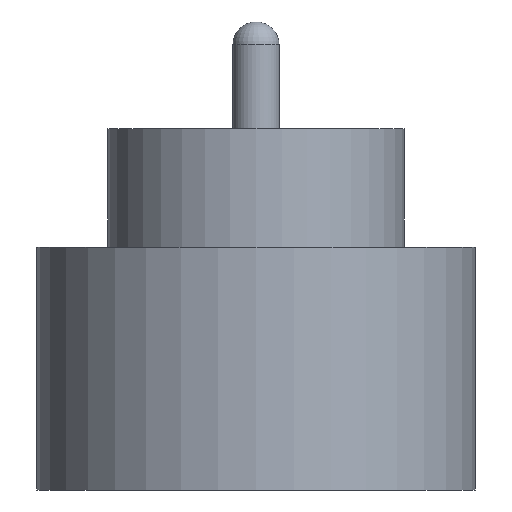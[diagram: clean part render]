
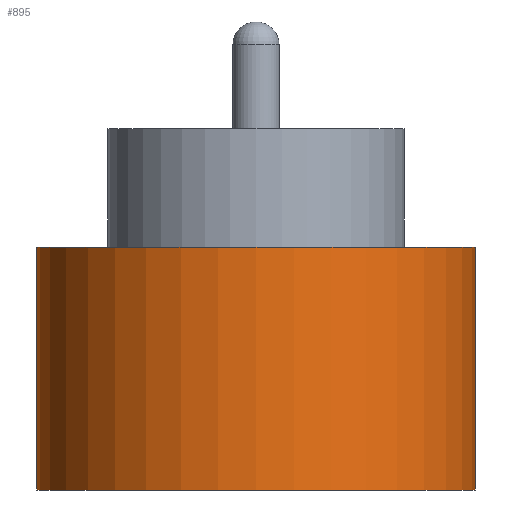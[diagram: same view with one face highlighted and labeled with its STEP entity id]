
A CAD part, front view. The second image highlights one B-rep face of the part: STEP entity #895.
In plain terms, the highlighted cylindrical face has radius 1.85 mm (diameter 3.7 mm), a partial arc.
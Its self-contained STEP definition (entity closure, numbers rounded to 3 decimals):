
#24 = DIRECTION ( 'NONE',  ( 0., 0., -1. ) ) ;
#42 = ORIENTED_EDGE ( 'NONE', *, *, #731, .F. ) ;
#50 = VECTOR ( 'NONE', #24, 1000. ) ;
#58 = DIRECTION ( 'NONE',  ( 1., 0., 0. ) ) ;
#126 = DIRECTION ( 'NONE',  ( -1., 0., 0. ) ) ;
#151 = DIRECTION ( 'NONE',  ( 0., 0., -1. ) ) ;
#200 = CARTESIAN_POINT ( 'NONE',  ( 0., 0., 2.55 ) ) ;
#217 = AXIS2_PLACEMENT_3D ( 'NONE', #814, #408, #58 ) ;
#253 = DIRECTION ( 'NONE',  ( 1., 0., 0. ) ) ;
#270 = EDGE_LOOP ( 'NONE', ( #615, #42, #680, #794 ) ) ;
#277 = LINE ( 'NONE', #446, #734 ) ;
#310 = CARTESIAN_POINT ( 'NONE',  ( -1.85, 0., 1.55 ) ) ;
#346 = EDGE_CURVE ( 'NONE', #635, #811, #277, .T. ) ;
#363 = EDGE_CURVE ( 'NONE', #529, #424, #632, .T. ) ;
#408 = DIRECTION ( 'NONE',  ( 0., 0., 1. ) ) ;
#424 = VERTEX_POINT ( 'NONE', #858 ) ;
#443 = CARTESIAN_POINT ( 'NONE',  ( 1.85, 0., 2.55 ) ) ;
#446 = CARTESIAN_POINT ( 'NONE',  ( -1.85, 0., 2.55 ) ) ;
#529 = VERTEX_POINT ( 'NONE', #855 ) ;
#587 = CARTESIAN_POINT ( 'NONE',  ( 0., 0., 1.55 ) ) ;
#605 = DIRECTION ( 'NONE',  ( 0., 0., -1. ) ) ;
#615 = ORIENTED_EDGE ( 'NONE', *, *, #363, .F. ) ;
#624 = AXIS2_PLACEMENT_3D ( 'NONE', #200, #605, #126 ) ;
#632 = LINE ( 'NONE', #443, #50 ) ;
#635 = VERTEX_POINT ( 'NONE', #310 ) ;
#659 = DIRECTION ( 'NONE',  ( 0., 0., 1. ) ) ;
#680 = ORIENTED_EDGE ( 'NONE', *, *, #346, .T. ) ;
#696 = FACE_OUTER_BOUND ( 'NONE', #270, .T. ) ;
#731 = EDGE_CURVE ( 'NONE', #635, #529, #813, .T. ) ;
#734 = VECTOR ( 'NONE', #151, 1000. ) ;
#739 = CYLINDRICAL_SURFACE ( 'NONE', #624, 1.85 ) ;
#777 = EDGE_CURVE ( 'NONE', #811, #424, #859, .T. ) ;
#794 = ORIENTED_EDGE ( 'NONE', *, *, #777, .T. ) ;
#811 = VERTEX_POINT ( 'NONE', #902 ) ;
#813 = CIRCLE ( 'NONE', #825, 1.85 ) ;
#814 = CARTESIAN_POINT ( 'NONE',  ( 0., 0., -0.5 ) ) ;
#825 = AXIS2_PLACEMENT_3D ( 'NONE', #587, #659, #253 ) ;
#855 = CARTESIAN_POINT ( 'NONE',  ( 1.85, 0., 1.55 ) ) ;
#858 = CARTESIAN_POINT ( 'NONE',  ( 1.85, 0., -0.5 ) ) ;
#859 = CIRCLE ( 'NONE', #217, 1.85 ) ;
#895 = ADVANCED_FACE ( 'NONE', ( #696 ), #739, .T. ) ;
#902 = CARTESIAN_POINT ( 'NONE',  ( -1.85, 0., -0.5 ) ) ;
